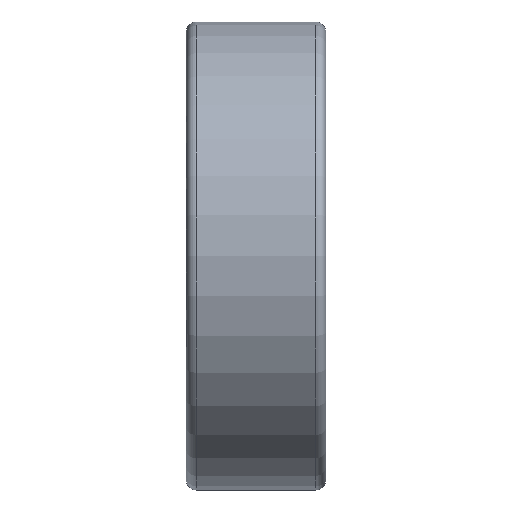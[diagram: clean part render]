
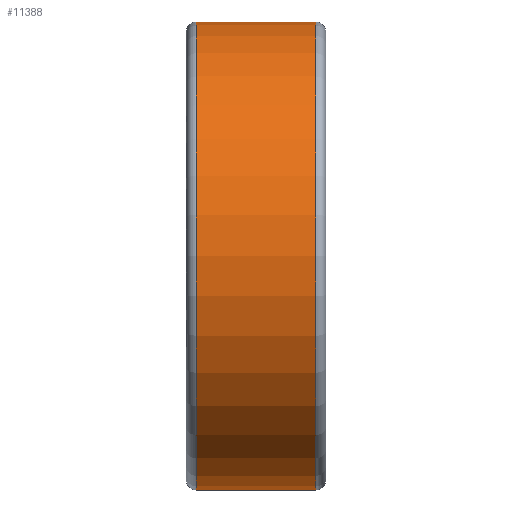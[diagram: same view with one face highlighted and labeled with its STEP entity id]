
A CAD part, top view. The second image highlights one B-rep face of the part: STEP entity #11388.
In plain terms, the highlighted cylindrical face has radius 23.5 mm (diameter 47 mm), a partial arc.
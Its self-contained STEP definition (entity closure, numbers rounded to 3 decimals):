
#2885=CARTESIAN_POINT('',(-6.,0.,0.));
#2886=DIRECTION('',(1.,0.,0.));
#2887=DIRECTION('',(0.,1.,0.));
#2888=AXIS2_PLACEMENT_3D('',#2885,#2886,#2887);
#2893=CARTESIAN_POINT('',(6.,0.,0.));
#2894=DIRECTION('',(1.,0.,0.));
#2895=DIRECTION('',(0.,1.,0.));
#2896=AXIS2_PLACEMENT_3D('',#2893,#2894,#2895);
#2909=DIRECTION('',(-1.,0.,0.));
#2910=VECTOR('',#2909,12.);
#2911=CARTESIAN_POINT('',(6.,-23.5,0.));
#2912=LINE('',#2911,#2910);
#2924=DIRECTION('',(-1.,0.,0.));
#2925=VECTOR('',#2924,12.);
#2926=CARTESIAN_POINT('',(6.,23.5,0.));
#2927=LINE('',#2926,#2925);
#8792=CARTESIAN_POINT('',(-6.,23.5,0.));
#8793=CARTESIAN_POINT('',(-6.,-23.5,0.));
#8794=VERTEX_POINT('',#8792);
#8795=VERTEX_POINT('',#8793);
#8796=CARTESIAN_POINT('',(6.,23.5,0.));
#8797=CARTESIAN_POINT('',(6.,-23.5,0.));
#8798=VERTEX_POINT('',#8796);
#8799=VERTEX_POINT('',#8797);
#11374=CARTESIAN_POINT('',(-7.7,0.,0.));
#11375=DIRECTION('',(1.,0.,0.));
#11376=DIRECTION('',(0.,-1.,0.));
#11377=AXIS2_PLACEMENT_3D('',#11374,#11375,#11376);
#11378=CYLINDRICAL_SURFACE('',#11377,23.5);
#11379=ORIENTED_EDGE('',*,*,#11364,.F.);
#11381=ORIENTED_EDGE('',*,*,#11380,.F.);
#11383=ORIENTED_EDGE('',*,*,#11382,.T.);
#11385=ORIENTED_EDGE('',*,*,#11384,.T.);
#11386=EDGE_LOOP('',(#11379,#11381,#11383,#11385));
#11387=FACE_OUTER_BOUND('',#11386,.F.);
#2889=CIRCLE('',#2888,23.5);
#2897=CIRCLE('',#2896,23.5);
#11364=EDGE_CURVE('',#8794,#8795,#2889,.T.);
#11380=EDGE_CURVE('',#8798,#8794,#2927,.T.);
#11382=EDGE_CURVE('',#8798,#8799,#2897,.T.);
#11384=EDGE_CURVE('',#8799,#8795,#2912,.T.);
#11388=ADVANCED_FACE('',(#11387),#11378,.T.);
